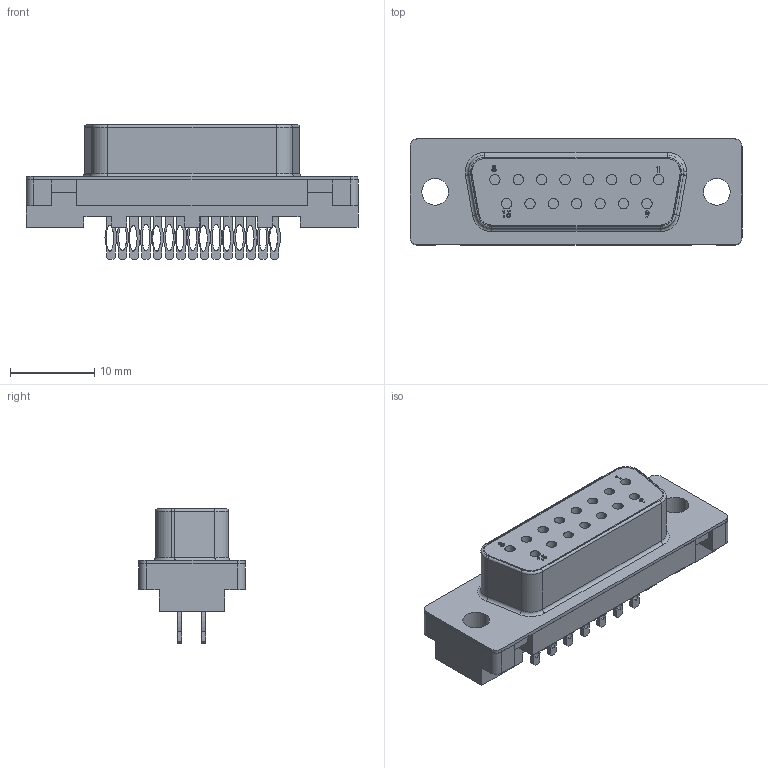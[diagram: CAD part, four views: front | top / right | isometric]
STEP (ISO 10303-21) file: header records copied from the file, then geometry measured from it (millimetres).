
FILE_DESCRIPTION (( 'STEP AP214' ), '1' );
FILE_NAME ('191-015-223.STEP', '2007-08-09T03:40:28', ( 'Tom Plaven' ), ( 'Anapro Tech' ), 'SwSTEP 2.0', 'SolidWorks 2007', '' );
FILE_SCHEMA (( 'AUTOMOTIVE_DESIGN' ));
Length unit declared in the file: inch
Products named in the file (1): 191-015-223
Bounding box: 39.29 x 12.6 x 15.98 mm (x, y, z)
Volume: 3099.5 mm3; surface area: 3537.4 mm2
Topology: 1 solids, 1 shells, 440 faces, 1166 edges, 769 vertices
Faces by surface type: plane 273, cylinder 95, bspline 62, torus 10
Entity records: 19244 total; most frequent: CARTESIAN_POINT 4558, ORIENTED_EDGE 2332, DIRECTION 2003, EDGE_CURVE 1166, VECTOR 839, LINE 839, VERTEX_POINT 769, AXIS2_PLACEMENT_3D 582
